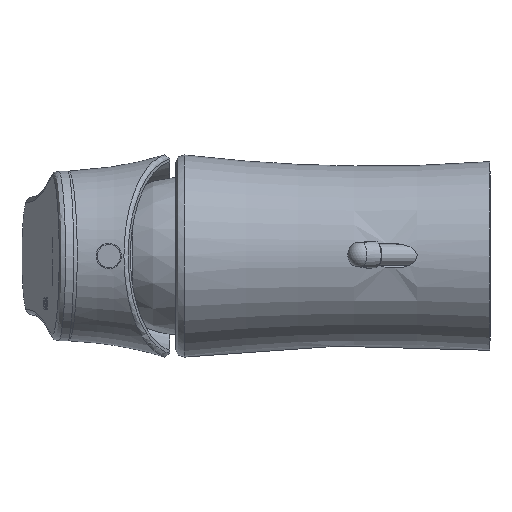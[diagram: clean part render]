
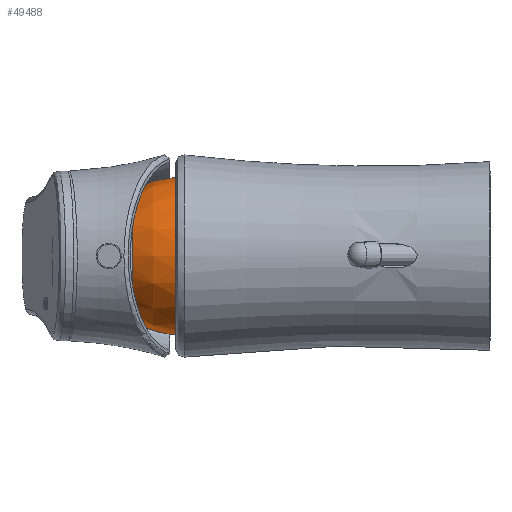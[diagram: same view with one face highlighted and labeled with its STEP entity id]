
A CAD part, left-side view. The second image highlights one B-rep face of the part: STEP entity #49488.
In plain terms, the highlighted free-form (B-spline) face has degree [2, 2] with [3, 9] control points.
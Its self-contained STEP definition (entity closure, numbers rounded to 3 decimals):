
#49396=CARTESIAN_POINT('',(-40.767,48.797,-15.871));
#49397=VERTEX_POINT('',#49396);
#49398=CARTESIAN_POINT('',(-40.767,48.797,0.629));
#49399=DIRECTION('',(0.0,-1.0,0.0));
#49400=DIRECTION('',(0.0,0.0,-1.0));
#49401=AXIS2_PLACEMENT_3D('',#49398,#49399,#49400);
#49402=CIRCLE('',#49401,16.5);
#49403=EDGE_CURVE('',#49397,#49397,#49402,.T.);
#49424=CARTESIAN_POINT('',(-40.767,37.797,-19.371));
#49425=VERTEX_POINT('',#49424);
#49426=CARTESIAN_POINT('',(-40.767,37.797,0.629));
#49427=DIRECTION('',(0.0,-1.0,0.0));
#49428=DIRECTION('',(0.0,0.0,-1.0));
#49429=AXIS2_PLACEMENT_3D('',#49426,#49427,#49428);
#49430=CIRCLE('',#49429,20.0);
#49431=EDGE_CURVE('',#49425,#49425,#49430,.T.);
#49447=CARTESIAN_POINT('',(-40.767,48.797,17.129));
#49448=CARTESIAN_POINT('',(-40.767,43.784,20.408));
#49449=CARTESIAN_POINT('',(-40.767,37.797,20.629));
#49450=CARTESIAN_POINT('',(-24.267,48.797,17.129));
#49451=CARTESIAN_POINT('',(-20.989,43.784,20.408));
#49452=CARTESIAN_POINT('',(-20.767,37.797,20.629));
#49453=CARTESIAN_POINT('',(-24.267,48.797,0.629));
#49454=CARTESIAN_POINT('',(-20.989,43.784,0.629));
#49455=CARTESIAN_POINT('',(-20.767,37.797,0.629));
#49456=CARTESIAN_POINT('',(-24.267,48.797,-15.871));
#49457=CARTESIAN_POINT('',(-20.989,43.784,-19.149));
#49458=CARTESIAN_POINT('',(-20.767,37.797,-19.371));
#49459=CARTESIAN_POINT('',(-40.767,48.797,-15.871));
#49460=CARTESIAN_POINT('',(-40.767,43.784,-19.149));
#49461=CARTESIAN_POINT('',(-40.767,37.797,-19.371));
#49462=CARTESIAN_POINT('',(-57.267,48.797,-15.871));
#49463=CARTESIAN_POINT('',(-60.545,43.784,-19.149));
#49464=CARTESIAN_POINT('',(-60.767,37.797,-19.371));
#49465=CARTESIAN_POINT('',(-57.267,48.797,0.629));
#49466=CARTESIAN_POINT('',(-60.545,43.784,0.629));
#49467=CARTESIAN_POINT('',(-60.767,37.797,0.629));
#49468=CARTESIAN_POINT('',(-57.267,48.797,17.129));
#49469=CARTESIAN_POINT('',(-60.545,43.784,20.408));
#49470=CARTESIAN_POINT('',(-60.767,37.797,20.629));
#49471=CARTESIAN_POINT('',(-40.767,48.797,17.129));
#49472=CARTESIAN_POINT('',(-40.767,43.784,20.408));
#49473=CARTESIAN_POINT('',(-40.767,37.797,20.629));
#49481=(BOUNDED_SURFACE()B_SPLINE_SURFACE(2,2,((#49447,#49450,#49453,#49456,#49459,#49462,#49465,#49468,#49471),(#49448,#49451,#49454,#49457,#49460,#49463,#49466,#49469,#49472),(#49449,#49452,#49455,#49458,#49461,#49464,#49467,#49470,#49473)),.UNSPECIFIED.,.F.,.T.,.U.)B_SPLINE_SURFACE_WITH_KNOTS((3,3),(3,2,2,2,3),(-0.579,-0.037),(0.0,1.571,3.142,4.712,6.283),.UNSPECIFIED.)GEOMETRIC_REPRESENTATION_ITEM()RATIONAL_B_SPLINE_SURFACE(((1.0,0.707,1.0,0.707,1.0,0.707,1.0,0.707,1.0),(0.963,0.681,0.963,0.681,0.963,0.681,0.963,0.681,0.963),(1.0,0.707,1.0,0.707,1.0,0.707,1.0,0.707,1.0)))REPRESENTATION_ITEM('')SURFACE());
#49482=ORIENTED_EDGE('',*,*,#49431,.F.);
#49483=EDGE_LOOP('',(#49482));
#49484=FACE_OUTER_BOUND('',#49483,.T.);
#49485=ORIENTED_EDGE('',*,*,#49403,.T.);
#49486=EDGE_LOOP('',(#49485));
#49487=FACE_BOUND('',#49486,.T.);
#49488=ADVANCED_FACE('',(#49484,#49487),#49481,.T.);
